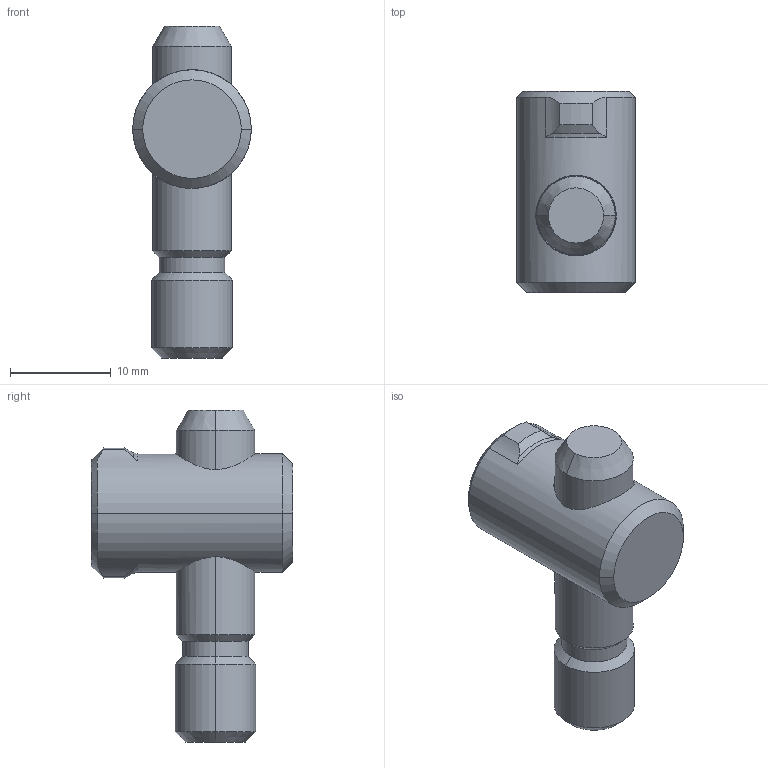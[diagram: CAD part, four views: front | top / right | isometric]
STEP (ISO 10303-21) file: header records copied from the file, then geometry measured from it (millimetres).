
FILE_DESCRIPTION((''),'2;1');
FILE_NAME('SV1071V.stp','2010-07-20T08:52:06',(''),(''),'Mechanical Desktop 2007','Mechanical Desktop 2007',', , ');
FILE_SCHEMA(('CONFIG_CONTROL_DESIGN'));
Length unit declared in the file: millimetre
Products named in the file (6): DRAWING2; SV1071VA; DK0914080100; ME1620011; SV1071V; ME1615101
Assembly tree (1 placements, depth 2):
  DRAWING2
    SV1071VA
  DK0914080100
  ME1620011
  SV1071V
  ME1615101
Bounding box: 11.8 x 20 x 33 mm (x, y, z)
Volume: 3132.7 mm3; surface area: 2443.3 mm2
Topology: 3 solids, 3 shells, 56 faces, 137 edges, 84 vertices
Faces by surface type: cone 22, cylinder 20, plane 12, bspline 2
Entity records: 2346 total; most frequent: CARTESIAN_POINT 671, ORIENTED_EDGE 266, DIRECTION 263, EDGE_CURVE 133, AXIS2_PLACEMENT_3D 104, VERTEX_POINT 84, EDGE_LOOP 61, FACE_OUTER_BOUND 56
